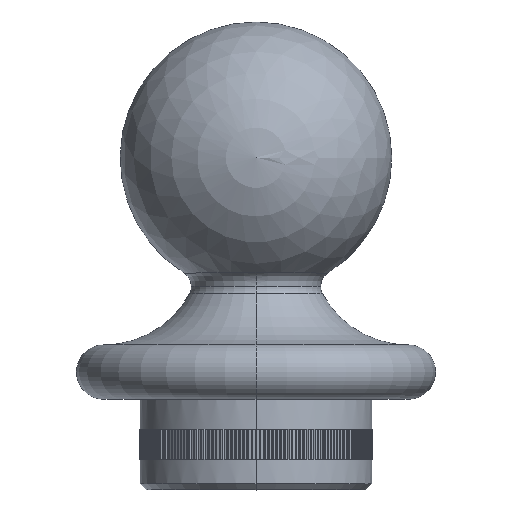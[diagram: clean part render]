
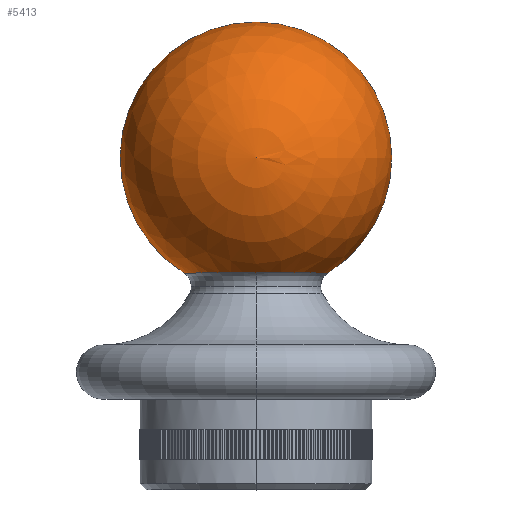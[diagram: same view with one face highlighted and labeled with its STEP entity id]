
A CAD part, top view. The second image highlights one B-rep face of the part: STEP entity #5413.
In plain terms, the highlighted spherical face has radius 22.5 mm.
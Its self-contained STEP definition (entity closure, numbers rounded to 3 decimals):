
#1441 = ORIENTED_EDGE ( 'NONE', *, *, #34622, .F. ) ;
#1694 = AXIS2_PLACEMENT_3D ( 'NONE', #13192, #33371, #16110 ) ;
#4717 = DIRECTION ( 'NONE',  ( 0., 0., 1. ) ) ;
#5413 = ADVANCED_FACE ( 'NONE', ( #25101 ), #31845, .T. ) ;
#7515 = AXIS2_PLACEMENT_3D ( 'NONE', #30309, #13054, #33217 ) ;
#8053 = CIRCLE ( 'NONE', #1694, 22.5 ) ;
#9194 = CARTESIAN_POINT ( 'NONE',  ( 0., 20.906, 11.903 ) ) ;
#11991 = CIRCLE ( 'NONE', #15434, 11.903 ) ;
#13054 = DIRECTION ( 'NONE',  ( 0., -1., 0. ) ) ;
#13192 = CARTESIAN_POINT ( 'NONE',  ( 0., 40., 0. ) ) ;
#13815 = ORIENTED_EDGE ( 'NONE', *, *, #24075, .F. ) ;
#14377 = DIRECTION ( 'NONE',  ( 0., -1., 0. ) ) ;
#14529 = DIRECTION ( 'NONE',  ( 0., 0., 1. ) ) ;
#15434 = AXIS2_PLACEMENT_3D ( 'NONE', #31647, #14377, #34530 ) ;
#16110 = DIRECTION ( 'NONE',  ( -1., 0., 0. ) ) ;
#16506 = ORIENTED_EDGE ( 'NONE', *, *, #35376, .F. ) ;
#17345 = EDGE_LOOP ( 'NONE', ( #13815, #34769, #1441, #16506 ) ) ;
#17429 = DIRECTION ( 'NONE',  ( 1., 0., 0. ) ) ;
#18747 = AXIS2_PLACEMENT_3D ( 'NONE', #21940, #4717, #24828 ) ;
#19802 = CARTESIAN_POINT ( 'NONE',  ( -11.903, 20.906, 0. ) ) ;
#20678 = CIRCLE ( 'NONE', #18747, 22.5 ) ;
#20714 = CARTESIAN_POINT ( 'NONE',  ( 0., 62.5, 0. ) ) ;
#21940 = CARTESIAN_POINT ( 'NONE',  ( 0., 40., 0. ) ) ;
#22825 = CIRCLE ( 'NONE', #7515, 11.903 ) ;
#23759 = VERTEX_POINT ( 'NONE', #19802 ) ;
#23972 = AXIS2_PLACEMENT_3D ( 'NONE', #31800, #14529, #17429 ) ;
#24075 = EDGE_CURVE ( 'NONE', #28406, #33580, #8053, .T. ) ;
#24828 = DIRECTION ( 'NONE',  ( 1., 0., 0. ) ) ;
#25069 = CARTESIAN_POINT ( 'NONE',  ( 11.903, 20.906, 0. ) ) ;
#25101 = FACE_OUTER_BOUND ( 'NONE', #17345, .T. ) ;
#28406 = VERTEX_POINT ( 'NONE', #20714 ) ;
#30309 = CARTESIAN_POINT ( 'NONE',  ( 0., 20.906, 0. ) ) ;
#31647 = CARTESIAN_POINT ( 'NONE',  ( 0., 20.906, 0. ) ) ;
#31800 = CARTESIAN_POINT ( 'NONE',  ( 0., 40., 0. ) ) ;
#31845 = SPHERICAL_SURFACE ( 'NONE', #23972, 22.5 ) ;
#31922 = EDGE_CURVE ( 'NONE', #28406, #23759, #20678, .T. ) ;
#33217 = DIRECTION ( 'NONE',  ( 0., 0., -1. ) ) ;
#33371 = DIRECTION ( 'NONE',  ( 0., 0., -1. ) ) ;
#33580 = VERTEX_POINT ( 'NONE', #25069 ) ;
#34530 = DIRECTION ( 'NONE',  ( 0., 0., -1. ) ) ;
#34622 = EDGE_CURVE ( 'NONE', #36197, #23759, #11991, .T. ) ;
#34769 = ORIENTED_EDGE ( 'NONE', *, *, #31922, .T. ) ;
#35376 = EDGE_CURVE ( 'NONE', #33580, #36197, #22825, .T. ) ;
#36197 = VERTEX_POINT ( 'NONE', #9194 ) ;
